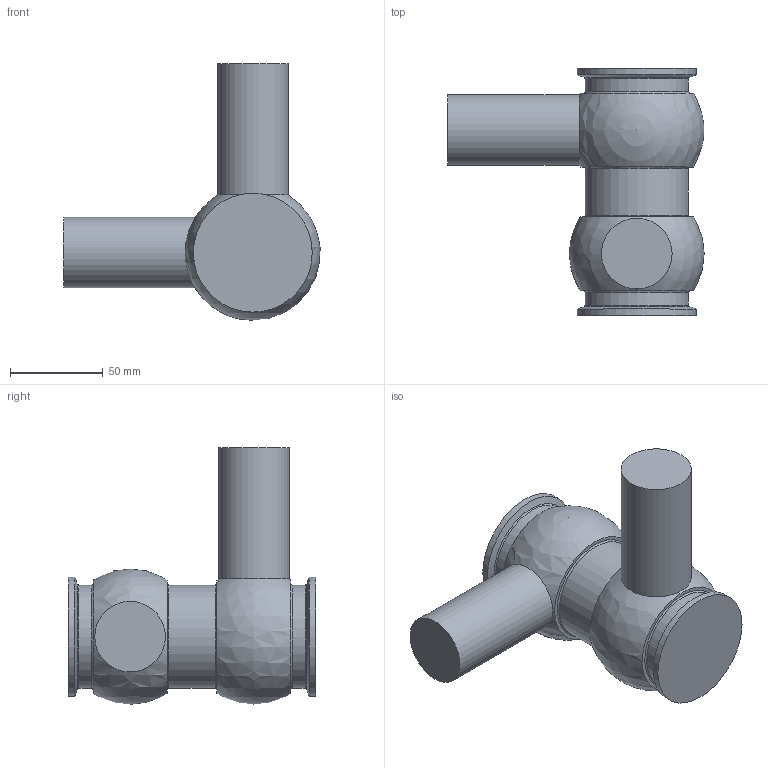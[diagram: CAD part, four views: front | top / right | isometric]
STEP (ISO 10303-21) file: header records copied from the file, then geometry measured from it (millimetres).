
FILE_DESCRIPTION(/* description */ ('STEP AP203'),/* implementation_level */ '2;1');
FILE_NAME(/* name */ '113278.STEP',/* time_stamp */ '2021-04-21T16:23:39+06:00',/* author */ ('H7M44K'),/* organization */ (''),/* preprocessor_version */ 'ST-DEVELOPER v18.1',/* originating_system */ 'Autodesk Inventor 2020',/* authorisation */ '');
FILE_SCHEMA (('AUTOMOTIVE_DESIGN { 1 0 10303 214 3 1 1 }'));
Length unit declared in the file: inch
Products named in the file (1): 113278
Bounding box: 138.37 x 133.6 x 138.48 mm (x, y, z)
Volume: 594069.7 mm3; surface area: 54029.3 mm2
Topology: 1 solids, 1 shells, 25 faces, 66 edges, 48 vertices
Faces by surface type: plane 8, cylinder 7, torus 6, sphere 2, cone 2
Full cylindrical faces by diameter (mm): 38.1 x2, 55.677 x3, 64.16 x2
Entity records: 858 total; most frequent: DIRECTION 169, CARTESIAN_POINT 137, ORIENTED_EDGE 126, AXIS2_PLACEMENT_3D 80, EDGE_CURVE 63, CIRCLE 54, VERTEX_POINT 48, EDGE_LOOP 33
